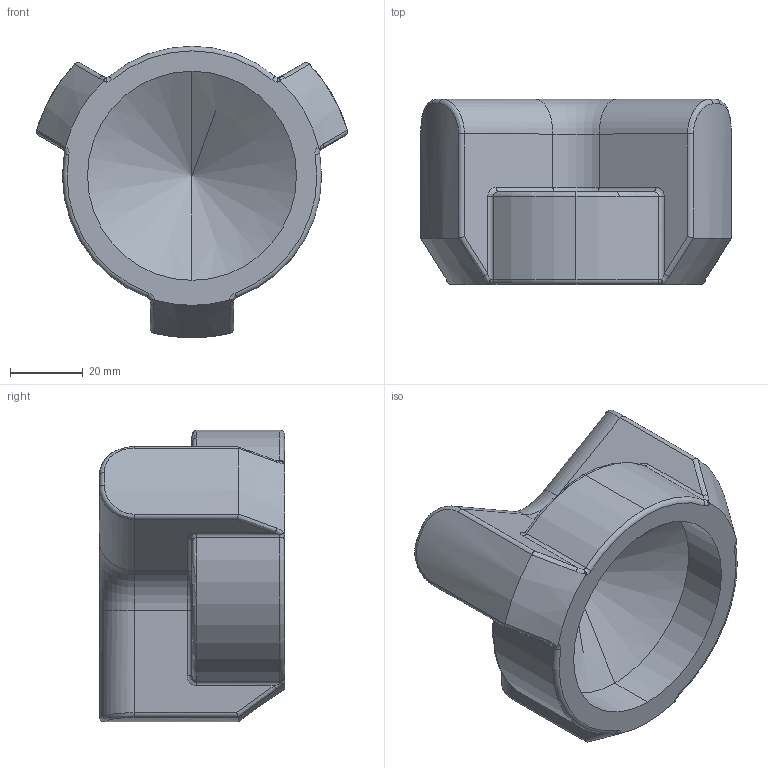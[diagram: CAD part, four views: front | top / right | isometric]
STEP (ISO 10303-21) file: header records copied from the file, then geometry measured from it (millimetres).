
FILE_DESCRIPTION(('Open CASCADE Model'),'2;1');
FILE_NAME('Open CASCADE Shape Model','2019-06-04T16:19:15',('Author'),( 'Open CASCADE'),'Open CASCADE STEP processor 7.3','Open CASCADE 7.3' ,'Unknown');
FILE_SCHEMA(('AUTOMOTIVE_DESIGN { 1 0 10303 214 1 1 1 1 }'));
Length unit declared in the file: millimetre
Products named in the file (1): Open CASCADE STEP translator 7.3 1
Bounding box: 85.39 x 50.8 x 80.01 mm (x, y, z)
Volume: 132011.4 mm3; surface area: 24032.5 mm2
Topology: 1 solids, 1 shells, 101 faces, 246 edges, 146 vertices
Faces by surface type: cylinder 37, torus 24, bspline 24, plane 11, cone 5
Entity records: 12346 total; most frequent: CARTESIAN_POINT 7852, DIRECTION 725, ORIENTED_EDGE 488, PCURVE 488, DEFINITIONAL_REPRESENTATION 488, LINE 331, VECTOR 331, B_SPLINE_CURVE_WITH_KNOTS 262
